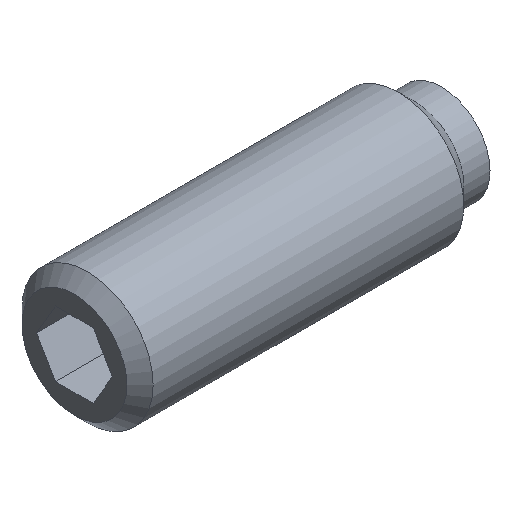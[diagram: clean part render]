
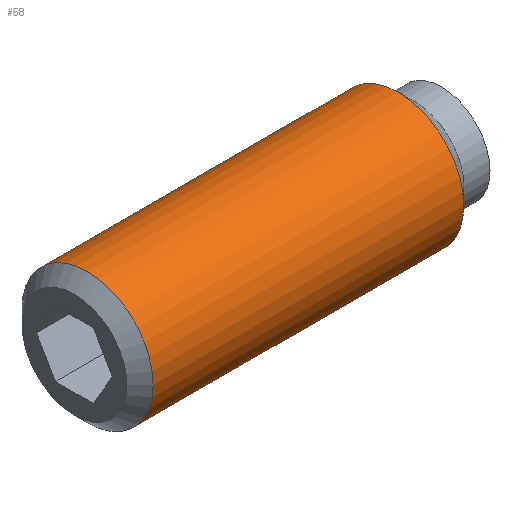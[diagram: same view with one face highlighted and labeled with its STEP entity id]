
A CAD part, isometric view. The second image highlights one B-rep face of the part: STEP entity #58.
In plain terms, the highlighted cylindrical face has radius 2.5 mm (diameter 5 mm), a full revolution.
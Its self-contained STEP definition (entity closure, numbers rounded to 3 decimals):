
#58 = ADVANCED_FACE( '', ( #124, #125 ), #126, .T. );
#124 = FACE_OUTER_BOUND( '', #196, .T. );
#125 = FACE_OUTER_BOUND( '', #197, .T. );
#126 = CYLINDRICAL_SURFACE( '', #198, 2.5 );
#196 = EDGE_LOOP( '', ( #284 ) );
#197 = EDGE_LOOP( '', ( #285 ) );
#198 = AXIS2_PLACEMENT_3D( '', #286, #287, #288 );
#284 = ORIENTED_EDGE( '', *, *, #373, .F. );
#285 = ORIENTED_EDGE( '', *, *, #370, .T. );
#286 = CARTESIAN_POINT( '', ( 14., 0., 0. ) );
#287 = DIRECTION( '', ( -1., 0., 0. ) );
#288 = DIRECTION( '', ( 0., 0., -1. ) );
#370 = EDGE_CURVE( '', #421, #421, #422, .T. );
#373 = EDGE_CURVE( '', #426, #426, #427, .T. );
#421 = VERTEX_POINT( '', #487 );
#422 = CIRCLE( '', #488, 2.5 );
#426 = VERTEX_POINT( '', #492 );
#427 = CIRCLE( '', #493, 2.5 );
#487 = CARTESIAN_POINT( '', ( 0.5, 0., -2.5 ) );
#488 = AXIS2_PLACEMENT_3D( '', #572, #573, #574 );
#492 = CARTESIAN_POINT( '', ( 12.35, 0., -2.5 ) );
#493 = AXIS2_PLACEMENT_3D( '', #578, #579, #580 );
#572 = CARTESIAN_POINT( '', ( 0.5, 0., 0. ) );
#573 = DIRECTION( '', ( 1., 0., 0. ) );
#574 = DIRECTION( '', ( 0., 0., -1. ) );
#578 = CARTESIAN_POINT( '', ( 12.35, 0., 0. ) );
#579 = DIRECTION( '', ( 1., 0., 0. ) );
#580 = DIRECTION( '', ( 0., 0., -1. ) );
